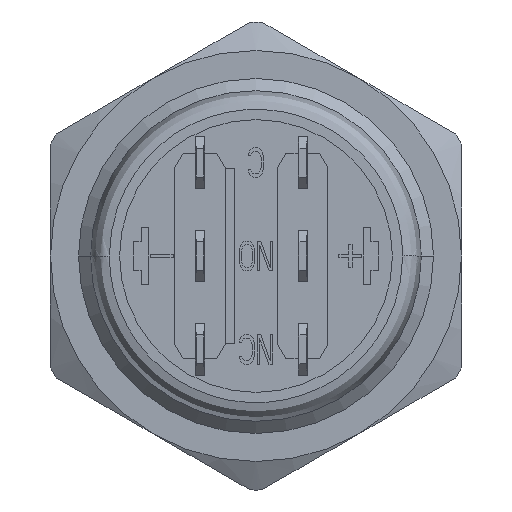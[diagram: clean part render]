
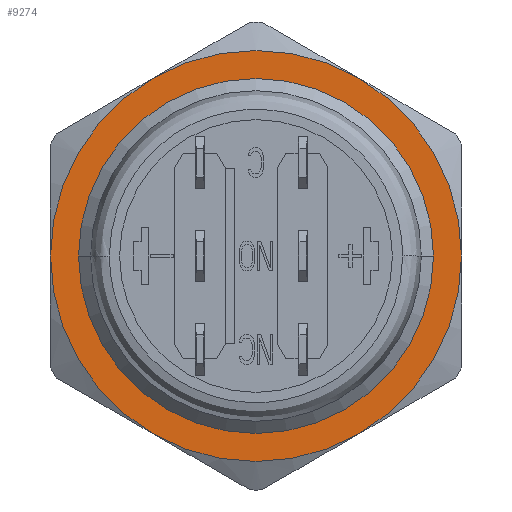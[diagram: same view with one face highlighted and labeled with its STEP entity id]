
A CAD part, front view. The second image highlights one B-rep face of the part: STEP entity #9274.
In plain terms, the highlighted planar face has unit normal (0, -1, 0).
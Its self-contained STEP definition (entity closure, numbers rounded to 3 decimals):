
#1607=CARTESIAN_POINT('',(0.,-5.7,0.));
#1608=DIRECTION('',(0.,-1.,0.));
#1609=DIRECTION('',(-1.,0.,0.));
#1610=AXIS2_PLACEMENT_3D('',#1607,#1608,#1609);
#1667=CARTESIAN_POINT('',(0.,-5.7,0.));
#1668=DIRECTION('',(0.,1.,0.));
#1669=DIRECTION('',(0.5,0.,-0.866));
#1670=AXIS2_PLACEMENT_3D('',#1667,#1668,#1669);
#1675=CARTESIAN_POINT('',(0.,-5.7,0.));
#1676=DIRECTION('',(0.,1.,0.));
#1677=DIRECTION('',(-0.5,0.,-0.866));
#1678=AXIS2_PLACEMENT_3D('',#1675,#1676,#1677);
#1683=CARTESIAN_POINT('',(0.,-5.7,0.));
#1684=DIRECTION('',(0.,1.,0.));
#1685=DIRECTION('',(-0.5,0.,0.866));
#1686=AXIS2_PLACEMENT_3D('',#1683,#1684,#1685);
#1691=CARTESIAN_POINT('',(0.,-5.7,0.));
#1692=DIRECTION('',(0.,1.,0.));
#1693=DIRECTION('',(0.5,0.,0.866));
#1694=AXIS2_PLACEMENT_3D('',#1691,#1692,#1693);
#1699=CARTESIAN_POINT('',(0.,-5.7,0.));
#1700=DIRECTION('',(0.,-1.,0.));
#1701=DIRECTION('',(1.,0.,0.));
#1702=AXIS2_PLACEMENT_3D('',#1699,#1700,#1701);
#2337=CARTESIAN_POINT('',(0.,-5.7,0.));
#2338=DIRECTION('',(0.,-1.,0.));
#2339=DIRECTION('',(0.5,0.,-0.866));
#2340=AXIS2_PLACEMENT_3D('',#2337,#2338,#2339);
#2685=CARTESIAN_POINT('',(0.,-5.7,0.));
#2686=DIRECTION('',(0.,-1.,0.));
#2687=DIRECTION('',(-0.5,0.,0.866));
#2688=AXIS2_PLACEMENT_3D('',#2685,#2686,#2687);
#7269=CARTESIAN_POINT('',(9.5,-5.7,0.));
#7270=CARTESIAN_POINT('',(-9.5,-5.7,0.));
#7271=VERTEX_POINT('',#7269);
#7272=VERTEX_POINT('',#7270);
#7277=CARTESIAN_POINT('',(5.5,-5.7,-9.526));
#7278=CARTESIAN_POINT('',(-5.5,-5.7,-9.526));
#7279=VERTEX_POINT('',#7277);
#7280=VERTEX_POINT('',#7278);
#7281=CARTESIAN_POINT('',(-11.,-5.7,0.));
#7282=VERTEX_POINT('',#7281);
#7283=CARTESIAN_POINT('',(-5.5,-5.7,9.526));
#7284=CARTESIAN_POINT('',(5.5,-5.7,9.526));
#7285=VERTEX_POINT('',#7283);
#7286=VERTEX_POINT('',#7284);
#7287=CARTESIAN_POINT('',(11.,-5.7,0.));
#7288=VERTEX_POINT('',#7287);
#9250=CARTESIAN_POINT('',(0.,-5.7,0.));
#9251=DIRECTION('',(0.,1.,0.));
#9252=DIRECTION('',(1.,0.,0.));
#9253=AXIS2_PLACEMENT_3D('',#9250,#9251,#9252);
#9254=PLANE('',#9253);
#9256=ORIENTED_EDGE('',*,*,#9255,.F.);
#9258=ORIENTED_EDGE('',*,*,#9257,.T.);
#9260=ORIENTED_EDGE('',*,*,#9259,.T.);
#9262=ORIENTED_EDGE('',*,*,#9261,.F.);
#9264=ORIENTED_EDGE('',*,*,#9263,.T.);
#9266=ORIENTED_EDGE('',*,*,#9265,.T.);
#9267=EDGE_LOOP('',(#9256,#9258,#9260,#9262,#9264,#9266));
#9268=FACE_OUTER_BOUND('',#9267,.F.);
#9270=ORIENTED_EDGE('',*,*,#9269,.T.);
#9271=ORIENTED_EDGE('',*,*,#9224,.T.);
#9272=EDGE_LOOP('',(#9270,#9271));
#9273=FACE_BOUND('',#9272,.F.);
#1611=CIRCLE('',#1610,9.5);
#1671=CIRCLE('',#1670,11.);
#1679=CIRCLE('',#1678,11.);
#1687=CIRCLE('',#1686,11.);
#1695=CIRCLE('',#1694,11.);
#1703=CIRCLE('',#1702,9.5);
#2341=CIRCLE('',#2340,11.);
#2689=CIRCLE('',#2688,11.);
#9224=EDGE_CURVE('',#7272,#7271,#1611,.T.);
#9255=EDGE_CURVE('',#7279,#7288,#2341,.T.);
#9257=EDGE_CURVE('',#7279,#7280,#1671,.T.);
#9259=EDGE_CURVE('',#7280,#7282,#1679,.T.);
#9261=EDGE_CURVE('',#7285,#7282,#2689,.T.);
#9263=EDGE_CURVE('',#7285,#7286,#1687,.T.);
#9265=EDGE_CURVE('',#7286,#7288,#1695,.T.);
#9269=EDGE_CURVE('',#7271,#7272,#1703,.T.);
#9274=ADVANCED_FACE('',(#9268,#9273),#9254,.F.);
